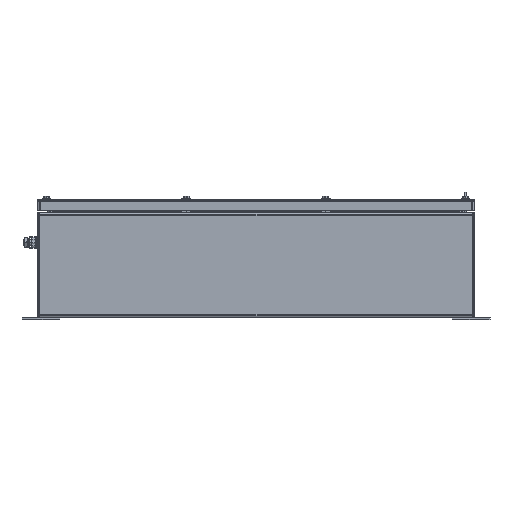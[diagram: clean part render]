
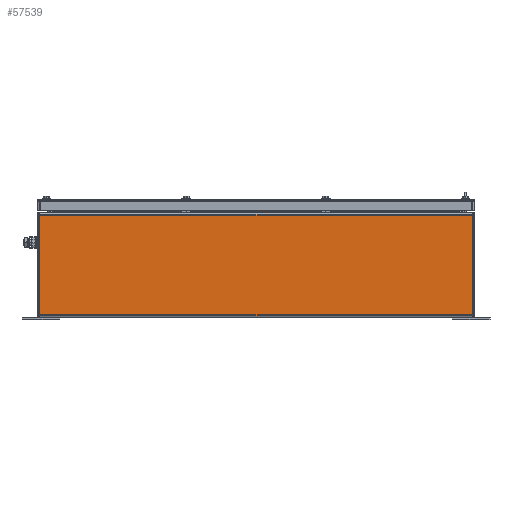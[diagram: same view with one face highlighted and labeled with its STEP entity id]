
A CAD part, front view. The second image highlights one B-rep face of the part: STEP entity #57539.
In plain terms, the highlighted planar face has unit normal (0, -1, 0).
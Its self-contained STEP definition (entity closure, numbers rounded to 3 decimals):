
#57512=AXIS2_PLACEMENT_3D('Plane Axis2P3D',#57509,#57510,#57511) ;
#57394=CARTESIAN_POINT('Vertex',(28.5,0.,6.5)) ;
#57397=CARTESIAN_POINT('Line Origine',(28.5,0.,92.)) ;
#57401=CARTESIAN_POINT('Vertex',(28.5,0.,177.5)) ;
#57509=CARTESIAN_POINT('Axis2P3D Location',(765.5,0.,3.5)) ;
#57514=CARTESIAN_POINT('Line Origine',(395.5,0.,6.5)) ;
#57518=CARTESIAN_POINT('Vertex',(762.5,0.,6.5)) ;
#57521=CARTESIAN_POINT('Line Origine',(762.5,0.,92.)) ;
#57525=CARTESIAN_POINT('Vertex',(762.5,0.,177.5)) ;
#57528=CARTESIAN_POINT('Line Origine',(395.5,0.,177.5)) ;
#57398=DIRECTION('Vector Direction',(0.,0.,1.)) ;
#57510=DIRECTION('Axis2P3D Direction',(0.,1.,0.)) ;
#57511=DIRECTION('Axis2P3D XDirection',(-1.,0.,0.)) ;
#57515=DIRECTION('Vector Direction',(1.,0.,0.)) ;
#57522=DIRECTION('Vector Direction',(0.,0.,1.)) ;
#57529=DIRECTION('Vector Direction',(-1.,0.,0.)) ;
#57399=VECTOR('Line Direction',#57398,1.) ;
#57516=VECTOR('Line Direction',#57515,1.) ;
#57523=VECTOR('Line Direction',#57522,1.) ;
#57530=VECTOR('Line Direction',#57529,1.) ;
#57534=ORIENTED_EDGE('',*,*,#57520,.F.) ;
#57535=ORIENTED_EDGE('',*,*,#57527,.F.) ;
#57536=ORIENTED_EDGE('',*,*,#57532,.F.) ;
#57537=ORIENTED_EDGE('',*,*,#57403,.F.) ;
#57539=ADVANCED_FACE('ZUB.2\\ZUB_GH_KTB_MH_980x740x200_4GP.1\\GH_KTB_MH_QL_FS_PART_Multi-Master.1\\Koerper.2',(#57538),#57513,.F.) ;
#57403=EDGE_CURVE('',#57395,#57402,#57400,.T.) ;
#57520=EDGE_CURVE('',#57519,#57395,#57517,.F.) ;
#57527=EDGE_CURVE('',#57526,#57519,#57524,.F.) ;
#57532=EDGE_CURVE('',#57402,#57526,#57531,.F.) ;
#57533=EDGE_LOOP('',(#57534,#57535,#57536,#57537)) ;
#57538=FACE_OUTER_BOUND('',#57533,.T.) ;
#57400=LINE('Line',#57397,#57399) ;
#57517=LINE('Line',#57514,#57516) ;
#57524=LINE('Line',#57521,#57523) ;
#57531=LINE('Line',#57528,#57530) ;
#57513=PLANE('',#57512) ;
#57395=VERTEX_POINT('',#57394) ;
#57402=VERTEX_POINT('',#57401) ;
#57519=VERTEX_POINT('',#57518) ;
#57526=VERTEX_POINT('',#57525) ;
